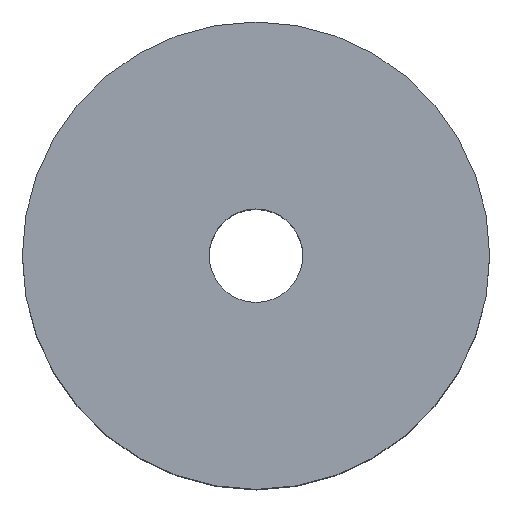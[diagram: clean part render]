
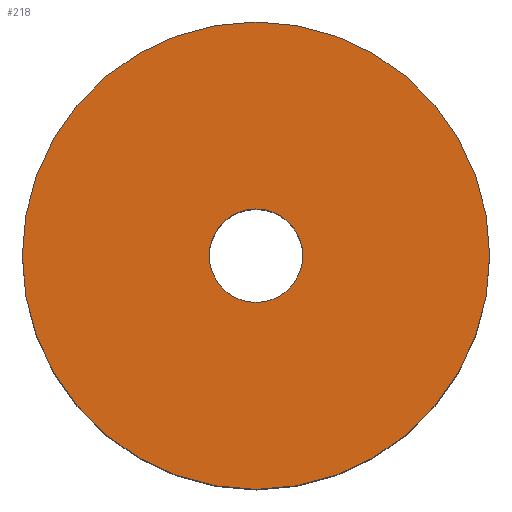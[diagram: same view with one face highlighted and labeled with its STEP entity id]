
A CAD part, top view. The second image highlights one B-rep face of the part: STEP entity #218.
In plain terms, the highlighted planar face has unit normal (0, 0, 1).
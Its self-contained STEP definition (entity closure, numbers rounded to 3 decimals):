
#58 = CYLINDRICAL_SURFACE('',#59,25.);
#59 = AXIS2_PLACEMENT_3D('',#60,#61,#62);
#60 = CARTESIAN_POINT('',(0.,0.,15.));
#61 = DIRECTION('',(0.,0.,-1.));
#62 = DIRECTION('',(1.,0.,0.));
#109 = VERTEX_POINT('',#110);
#110 = CARTESIAN_POINT('',(25.,0.,18.));
#131 = EDGE_CURVE('',#109,#109,#132,.T.);
#132 = SURFACE_CURVE('',#133,(#138,#145),.PCURVE_S1.);
#133 = CIRCLE('',#134,25.);
#134 = AXIS2_PLACEMENT_3D('',#135,#136,#137);
#135 = CARTESIAN_POINT('',(0.,0.,18.));
#136 = DIRECTION('',(0.,0.,1.));
#137 = DIRECTION('',(1.,0.,0.));
#138 = PCURVE('',#58,#139);
#139 = DEFINITIONAL_REPRESENTATION('',(#140),#144);
#140 = LINE('',#141,#142);
#141 = CARTESIAN_POINT('',(0.,-3.));
#142 = VECTOR('',#143,1.);
#143 = DIRECTION('',(-1.,0.));
#144 = ( GEOMETRIC_REPRESENTATION_CONTEXT(2) 
PARAMETRIC_REPRESENTATION_CONTEXT() REPRESENTATION_CONTEXT('2D SPACE',''
  ) );
#145 = PCURVE('',#146,#151);
#146 = PLANE('',#147);
#147 = AXIS2_PLACEMENT_3D('',#148,#149,#150);
#148 = CARTESIAN_POINT('',(25.,0.,18.));
#149 = DIRECTION('',(0.,0.,-1.));
#150 = DIRECTION('',(-1.,0.,0.));
#151 = DEFINITIONAL_REPRESENTATION('',(#152),#160);
#152 = ( BOUNDED_CURVE() B_SPLINE_CURVE(2,(#153,#154,#155,#156,#157,#158
,#159),.UNSPECIFIED.,.F.,.F.) B_SPLINE_CURVE_WITH_KNOTS((1,2,2,2,2,1),(
    -2.094,0.,2.094,4.189,6.283,
8.378),.UNSPECIFIED.) CURVE() GEOMETRIC_REPRESENTATION_ITEM() 
RATIONAL_B_SPLINE_CURVE((1.,0.5,1.,0.5,1.,0.5,1.)) REPRESENTATION_ITEM(
  '') );
#153 = CARTESIAN_POINT('',(0.,0.));
#154 = CARTESIAN_POINT('',(0.,43.301));
#155 = CARTESIAN_POINT('',(37.5,21.651));
#156 = CARTESIAN_POINT('',(75.,0.));
#157 = CARTESIAN_POINT('',(37.5,-21.651));
#158 = CARTESIAN_POINT('',(0.,-43.301));
#159 = CARTESIAN_POINT('',(0.,0.));
#160 = ( GEOMETRIC_REPRESENTATION_CONTEXT(2) 
PARAMETRIC_REPRESENTATION_CONTEXT() REPRESENTATION_CONTEXT('2D SPACE',''
  ) );
#218 = ADVANCED_FACE('',(#219,#222),#146,.F.);
#219 = FACE_BOUND('',#220,.F.);
#220 = EDGE_LOOP('',(#221));
#221 = ORIENTED_EDGE('',*,*,#131,.F.);
#222 = FACE_BOUND('',#223,.F.);
#223 = EDGE_LOOP('',(#224));
#224 = ORIENTED_EDGE('',*,*,#225,.F.);
#225 = EDGE_CURVE('',#226,#226,#228,.T.);
#226 = VERTEX_POINT('',#227);
#227 = CARTESIAN_POINT('',(5.,0.,18.));
#228 = SURFACE_CURVE('',#229,(#234,#241),.PCURVE_S1.);
#229 = CIRCLE('',#230,5.);
#230 = AXIS2_PLACEMENT_3D('',#231,#232,#233);
#231 = CARTESIAN_POINT('',(0.,0.,18.));
#232 = DIRECTION('',(0.,0.,-1.));
#233 = DIRECTION('',(1.,0.,0.));
#234 = PCURVE('',#146,#235);
#235 = DEFINITIONAL_REPRESENTATION('',(#236),#240);
#236 = CIRCLE('',#237,5.);
#237 = AXIS2_PLACEMENT_2D('',#238,#239);
#238 = CARTESIAN_POINT('',(25.,0.));
#239 = DIRECTION('',(-1.,0.));
#240 = ( GEOMETRIC_REPRESENTATION_CONTEXT(2) 
PARAMETRIC_REPRESENTATION_CONTEXT() REPRESENTATION_CONTEXT('2D SPACE',''
  ) );
#241 = PCURVE('',#242,#247);
#242 = CYLINDRICAL_SURFACE('',#243,5.);
#243 = AXIS2_PLACEMENT_3D('',#244,#245,#246);
#244 = CARTESIAN_POINT('',(0.,0.,-20.));
#245 = DIRECTION('',(0.,0.,-1.));
#246 = DIRECTION('',(1.,0.,0.));
#247 = DEFINITIONAL_REPRESENTATION('',(#248),#252);
#248 = LINE('',#249,#250);
#249 = CARTESIAN_POINT('',(0.,-38.));
#250 = VECTOR('',#251,1.);
#251 = DIRECTION('',(1.,0.));
#252 = ( GEOMETRIC_REPRESENTATION_CONTEXT(2) 
PARAMETRIC_REPRESENTATION_CONTEXT() REPRESENTATION_CONTEXT('2D SPACE',''
  ) );
